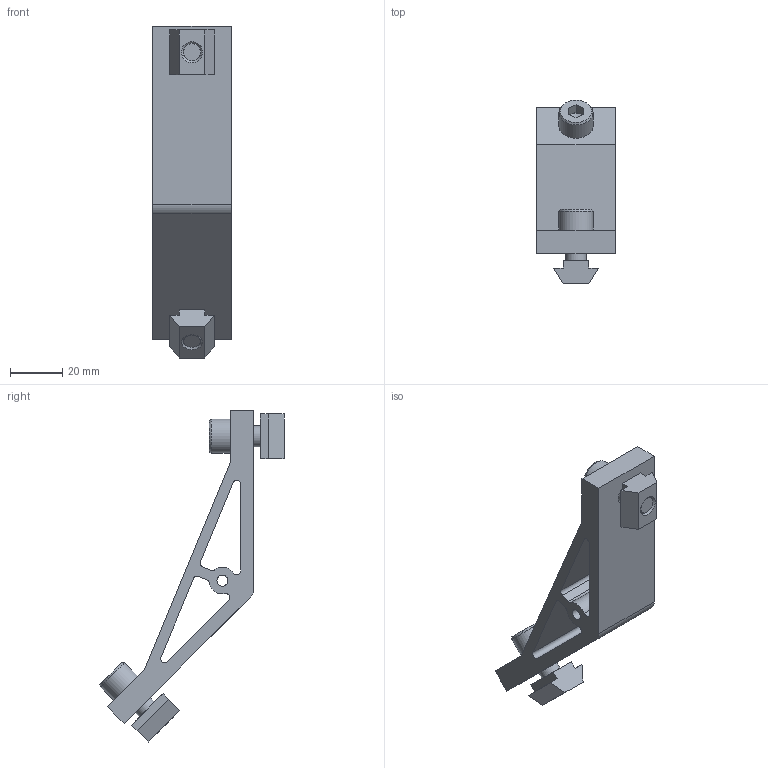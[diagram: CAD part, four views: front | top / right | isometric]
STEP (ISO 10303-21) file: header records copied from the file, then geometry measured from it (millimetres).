
FILE_DESCRIPTION( ( 'STEP AP214' ), '1' );
FILE_NAME( 'HBL135TS8-SET.stp', '2019-05-05T17:47:32', ( '' ), ( '' ), ' ', 'PARTsolutions', ' ' );
FILE_SCHEMA( ( 'AUTOMOTIVE_DESIGN { 1 0 10303 214 1 1 1 1 }' ) );
Length unit declared in the file: millimetre
Products named in the file (4): HBL135TS8-SET; _HBL135TS8-SET_b; _CBM8-20; _HNTT8-8_1
Assembly tree (5 placements, depth 2):
  HBL135TS8-SET
    _HBL135TS8-SET_b
    _CBM8-20  x2
    _HNTT8-8_1  x2
Bounding box: 30 x 70.22 x 126.57 mm (x, y, z)
Volume: 45519.4 mm3; surface area: 21674.2 mm2
Topology: 5 solids, 5 shells, 97 faces, 231 edges, 146 vertices
Faces by surface type: plane 65, cylinder 20, cone 10, torus 2
Full cylindrical faces by diameter (mm): 4.2 x1, 6.647 x2, 8 x2, 9 x2, 13 x2
Entity records: 2408 total; most frequent: DIRECTION 326, CARTESIAN_POINT 312, ORIENTED_EDGE 286, EDGE_CURVE 143, AXIS2_PLACEMENT_3D 114, VERTEX_POINT 100, LINE 98, VECTOR 98
